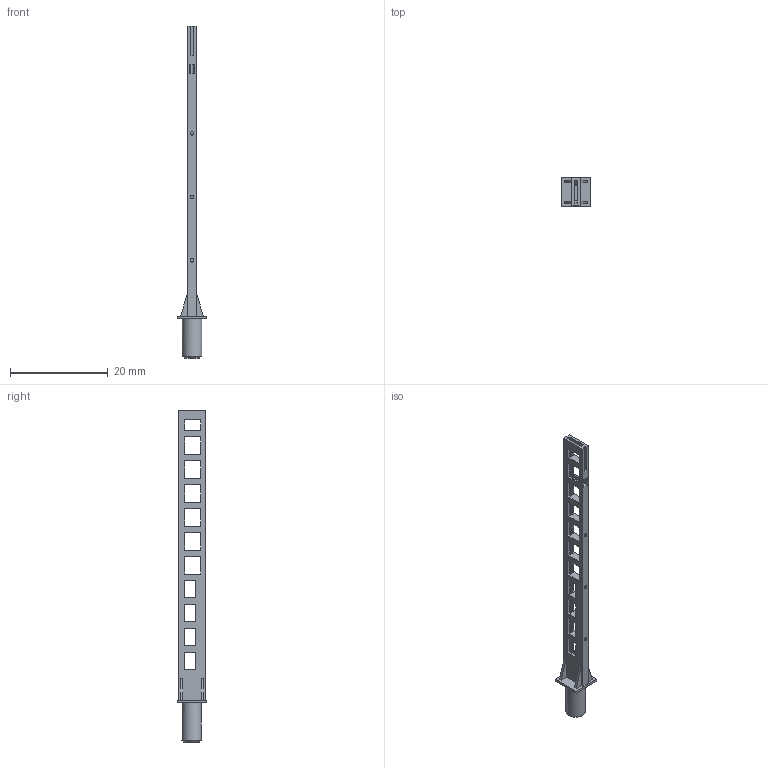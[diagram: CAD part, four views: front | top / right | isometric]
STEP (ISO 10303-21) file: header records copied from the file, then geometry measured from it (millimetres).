
FILE_DESCRIPTION(('FreeCAD Model'),'2;1');
FILE_NAME('Open CASCADE Shape Model','2026-01-25T19:24:57',('FreeCAD'),( 'FreeCAD'),'Open CASCADE STEP processor 7.6','FreeCAD','Unknown');
FILE_SCHEMA(('AUTOMOTIVE_DESIGN { 1 0 10303 214 1 1 1 1 }'));
Length unit declared in the file: millimetre
Products named in the file (1): Open CASCADE STEP translator 7.6 1
Bounding box: 6 x 6 x 68 mm (x, y, z)
Volume: 431 mm3; surface area: 1317.1 mm2
Topology: 1 solids, 1 shells, 124 faces, 435 edges, 294 vertices
Faces by surface type: plane 117, cylinder 6, cone 1
Full cylindrical faces by diameter (mm): 0.75 x3, 4 x1
Entity records: 10455 total; most frequent: CARTESIAN_POINT 1858, DIRECTION 1559, LINE 1253, VECTOR 1253, ORIENTED_EDGE 870, PCURVE 870, DEFINITIONAL_REPRESENTATION 870, EDGE_CURVE 435
